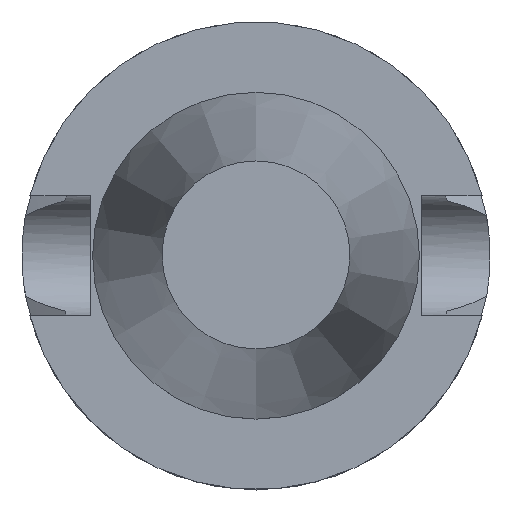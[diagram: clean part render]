
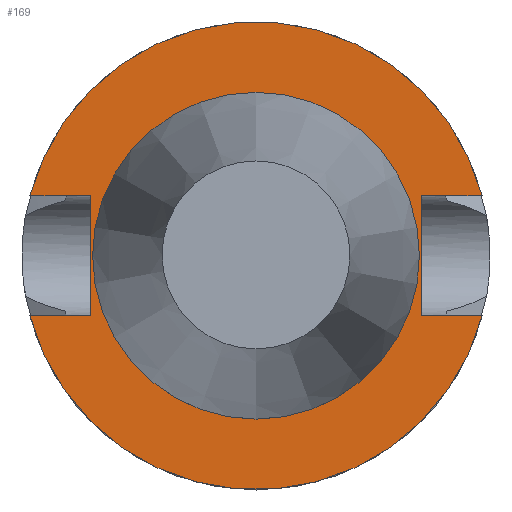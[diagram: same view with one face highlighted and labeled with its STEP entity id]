
A CAD part, top view. The second image highlights one B-rep face of the part: STEP entity #169.
In plain terms, the highlighted planar face has unit normal (0, 0, 1).
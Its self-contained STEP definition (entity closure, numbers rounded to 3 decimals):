
#131=EDGE_CURVE('240[2]',#367,#368,#369,.T.);
#169=ADVANCED_FACE('240[2]',(#429,#430),#431,.T.);
#177=EDGE_CURVE('240[2]',#443,#418,#444,.T.);
#191=EDGE_CURVE('240[2]',#443,#462,#463,.T.);
#206=EDGE_CURVE('240[2]',#367,#482,#483,.T.);
#227=EDGE_CURVE('240[2]',#482,#412,#511,.T.);
#269=EDGE_CURVE('240[2]',#418,#567,#568,.T.);
#275=EDGE_CURVE('240[2]',#412,#462,#575,.T.);
#308=EDGE_CURVE('240[2]',#567,#368,#613,.T.);
#317=EDGE_CURVE('240[2]',#625,#625,#626,.T.);
#367=VERTEX_POINT('',#674);
#368=VERTEX_POINT('',#675);
#369=CIRCLE('',#676,50.0);
#412=VERTEX_POINT('',#763);
#418=VERTEX_POINT('',#773);
#429=FACE_BOUND('',#788,.T.);
#430=FACE_OUTER_BOUND('',#789,.T.);
#431=PLANE('',#790);
#443=VERTEX_POINT('',#882);
#444=LINE('',#883,#884);
#462=VERTEX_POINT('',#909);
#463=CIRCLE('',#910,50.0);
#482=VERTEX_POINT('',#974);
#483=LINE('',#975,#976);
#511=LINE('',#1020,#1021);
#567=VERTEX_POINT('',#1131);
#568=LINE('',#1132,#1133);
#575=LINE('',#1144,#1145);
#613=LINE('',#1233,#1234);
#625=VERTEX_POINT('',#1315);
#626=CIRCLE('',#1316,34.925);
#674=CARTESIAN_POINT('',(-48.321,12.85,-3.0));
#675=CARTESIAN_POINT('',(48.321,12.85,-3.0));
#676=AXIS2_PLACEMENT_3D('',#1370,#1371,#1372);
#763=CARTESIAN_POINT('',(-35.4,-12.85,-3.0));
#773=CARTESIAN_POINT('',(35.4,-12.85,-3.0));
#788=EDGE_LOOP('',(#1421));
#789=EDGE_LOOP('',(#1422,#1423,#1424,#1425,#1426,#1427,#1428,#1429));
#790=AXIS2_PLACEMENT_3D('',#1430,#1431,#1432);
#882=CARTESIAN_POINT('',(48.321,-12.85,-3.0));
#883=CARTESIAN_POINT('',(17.7,-12.85,-3.0));
#884=VECTOR('',#1436,1.0);
#909=CARTESIAN_POINT('',(-48.321,-12.85,-3.0));
#910=AXIS2_PLACEMENT_3D('',#1460,#1461,#1462);
#974=CARTESIAN_POINT('',(-35.4,12.85,-3.));
#975=CARTESIAN_POINT('',(-17.7,12.85,-3.));
#976=VECTOR('',#1477,1.0);
#1020=CARTESIAN_POINT('',(-35.4,14.806,-3.));
#1021=VECTOR('',#1511,1.0);
#1131=CARTESIAN_POINT('',(35.4,12.85,-3.));
#1132=CARTESIAN_POINT('',(35.4,21.231,-3.));
#1133=VECTOR('',#1581,1.0);
#1144=CARTESIAN_POINT('',(-17.7,-12.85,-3.0));
#1145=VECTOR('',#1586,1.0);
#1233=CARTESIAN_POINT('',(17.7,12.85,-3.));
#1234=VECTOR('',#1629,1.0);
#1315=CARTESIAN_POINT('',(0.,34.925,-3.0));
#1316=AXIS2_PLACEMENT_3D('',#1640,#1641,#1642);
#1370=CARTESIAN_POINT('',(0.,0.,-3.0));
#1371=DIRECTION('',(0.,0.,-1.0));
#1372=DIRECTION('',(0.,1.0,0.));
#1421=ORIENTED_EDGE('',*,*,#317,.T.);
#1422=ORIENTED_EDGE('',*,*,#206,.T.);
#1423=ORIENTED_EDGE('',*,*,#227,.T.);
#1424=ORIENTED_EDGE('',*,*,#275,.T.);
#1425=ORIENTED_EDGE('',*,*,#191,.F.);
#1426=ORIENTED_EDGE('',*,*,#177,.T.);
#1427=ORIENTED_EDGE('',*,*,#269,.T.);
#1428=ORIENTED_EDGE('',*,*,#308,.T.);
#1429=ORIENTED_EDGE('',*,*,#131,.F.);
#1430=CARTESIAN_POINT('',(0.,42.463,-3.));
#1431=DIRECTION('',(0.,0.,1.0));
#1432=DIRECTION('',(1.0,0.,0.0));
#1436=DIRECTION('',(-1.0,0.0,0.));
#1460=CARTESIAN_POINT('',(0.,0.,-3.0));
#1461=DIRECTION('',(0.,0.,-1.0));
#1462=DIRECTION('',(0.,1.0,0.));
#1477=DIRECTION('',(1.0,0.0,0.));
#1511=DIRECTION('',(-0.0,-1.0,0.));
#1581=DIRECTION('',(-0.0,1.0,0.));
#1586=DIRECTION('',(-1.0,0.0,0.));
#1629=DIRECTION('',(1.0,0.0,0.));
#1640=CARTESIAN_POINT('',(0.,0.,-3.0));
#1641=DIRECTION('',(0.,0.,-1.0));
#1642=DIRECTION('',(0.,1.0,0.));
